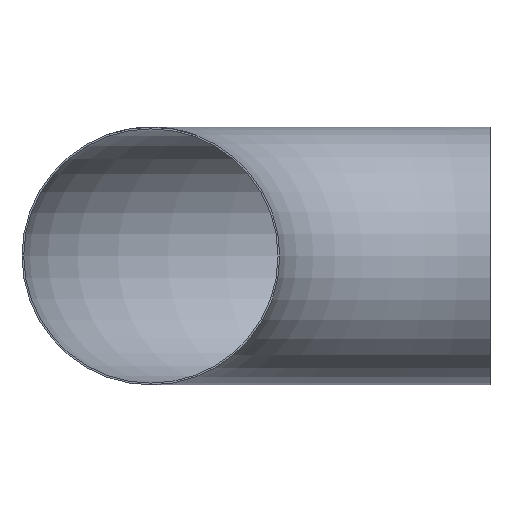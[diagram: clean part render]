
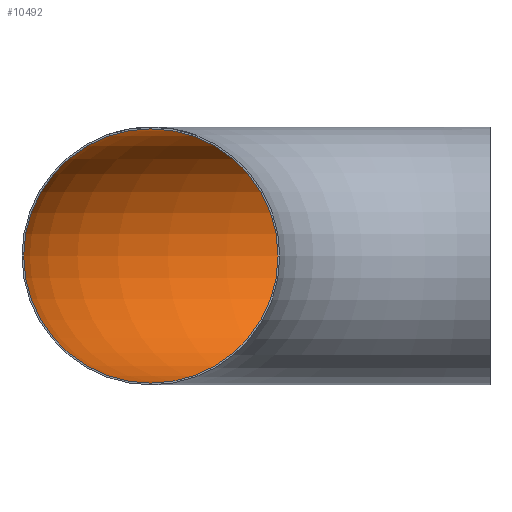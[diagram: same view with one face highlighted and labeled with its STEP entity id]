
A CAD part, front view. The second image highlights one B-rep face of the part: STEP entity #10492.
In plain terms, the highlighted toroidal (fillet/blend) face has major radius 400 mm and minor radius 150 mm.
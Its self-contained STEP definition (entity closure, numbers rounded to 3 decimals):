
#241 = DIRECTION ( 'NONE',  ( 0., 1., 0. ) ) ;
#918 = TOROIDAL_SURFACE ( 'NONE', #6910, 400., 150. ) ;
#1704 = ORIENTED_EDGE ( 'NONE', *, *, #8236, .T. ) ;
#1714 = DIRECTION ( 'NONE',  ( -1., 0., 0. ) ) ;
#3711 = FACE_OUTER_BOUND ( 'NONE', #23028, .T. ) ;
#5763 = EDGE_CURVE ( 'NONE', #17385, #17385, #24280, .T. ) ;
#6078 = VERTEX_POINT ( 'NONE', #17628 ) ;
#6910 = AXIS2_PLACEMENT_3D ( 'NONE', #19156, #7823, #1714 ) ;
#7823 = DIRECTION ( 'NONE',  ( 0., 0., -1. ) ) ;
#8057 = CARTESIAN_POINT ( 'NONE',  ( -400., 0., 150. ) ) ;
#8236 = EDGE_CURVE ( 'NONE', #6078, #6078, #11079, .T. ) ;
#8602 = DIRECTION ( 'NONE',  ( 1., 0., 0. ) ) ;
#9823 = EDGE_LOOP ( 'NONE', ( #1704 ) ) ;
#10492 = ADVANCED_FACE ( 'NONE', ( #20911, #3711 ), #918, .F. ) ;
#10881 = ORIENTED_EDGE ( 'NONE', *, *, #5763, .F. ) ;
#11079 = CIRCLE ( 'NONE', #14256, 150. ) ;
#13961 = CARTESIAN_POINT ( 'NONE',  ( -400., 0., 0. ) ) ;
#14256 = AXIS2_PLACEMENT_3D ( 'NONE', #20053, #8602, #16188 ) ;
#16188 = DIRECTION ( 'NONE',  ( 0., 1., 0. ) ) ;
#16700 = AXIS2_PLACEMENT_3D ( 'NONE', #13961, #241, #21537 ) ;
#17385 = VERTEX_POINT ( 'NONE', #8057 ) ;
#17628 = CARTESIAN_POINT ( 'NONE',  ( 0., 550., 0. ) ) ;
#19156 = CARTESIAN_POINT ( 'NONE',  ( 0., 0., 0. ) ) ;
#20053 = CARTESIAN_POINT ( 'NONE',  ( 0., 400., 0. ) ) ;
#20911 = FACE_OUTER_BOUND ( 'NONE', #9823, .T. ) ;
#21537 = DIRECTION ( 'NONE',  ( 0., 0., 1. ) ) ;
#23028 = EDGE_LOOP ( 'NONE', ( #10881 ) ) ;
#24280 = CIRCLE ( 'NONE', #16700, 150. ) ;
